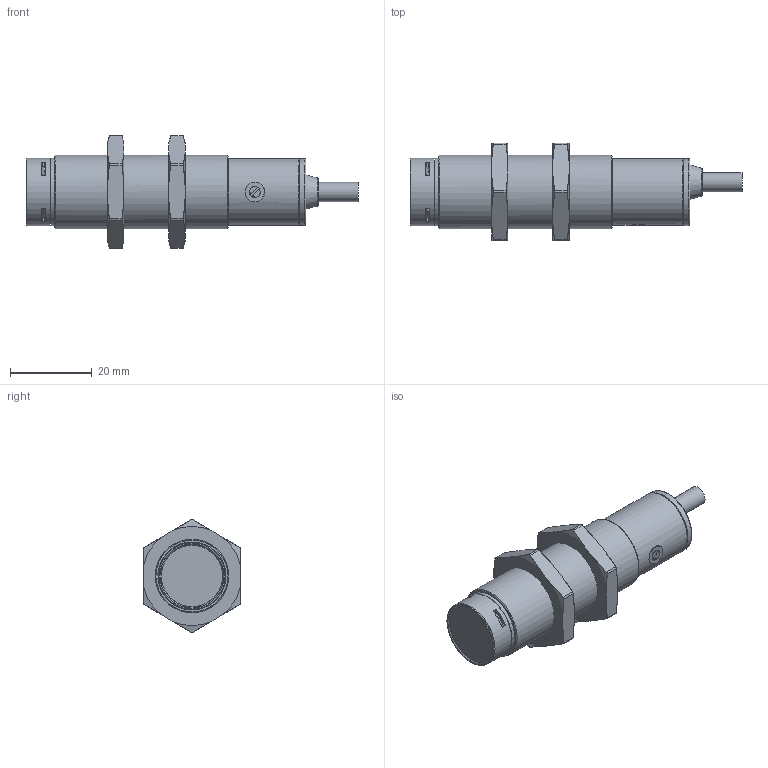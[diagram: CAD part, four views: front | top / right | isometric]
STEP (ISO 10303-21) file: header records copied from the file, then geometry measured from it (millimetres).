
FILE_DESCRIPTION( ( 'Unknown' ), '1' );
FILE_NAME( 'FARN_BP-1A.stp', 'Unknown', ( 'Unknown' ), ( 'Unknown' ), 'PSStep 15.0.49', 'Unknown', ' ' );
FILE_SCHEMA( ( 'AUTOMOTIVE_DESIGN { 1 0 10303 214 1 1 1 1 }' ) );
Length unit declared in the file: millimetre
Products named in the file (13): Assem1; -oa0
Assembly tree (12 placements, depth 2):
  Assem1
    -oa0
    -oa0
    -oa0
    -oa0
    -oa0
    -oa0
    -oa0
    -oa0
    -oa0
    -oa0
    -oa0
    -oa0
Bounding box: 81.4 x 24 x 27.68 mm (x, y, z)
Volume: 11.8 mm3; surface area: 6745.2 mm2
Topology: 1 solids, 150 shells, 150 faces, 746 edges, 726 vertices
Faces by surface type: plane 64, cylinder 47, cone 34, torus 5
Full cylindrical faces by diameter (mm): 1.9 x1, 4.7 x1, 4.8 x1, 15 x1, 15.1 x2, 16.4 x2, 16.6 x1, 18 x1
Entity records: 7996 total; most frequent: CARTESIAN_POINT 2556, DIRECTION 1006, VERTEX_POINT 720, ORIENTED_EDGE 719, EDGE_CURVE 719, AXIS2_PLACEMENT_3D 348, LINE 310, VECTOR 310
